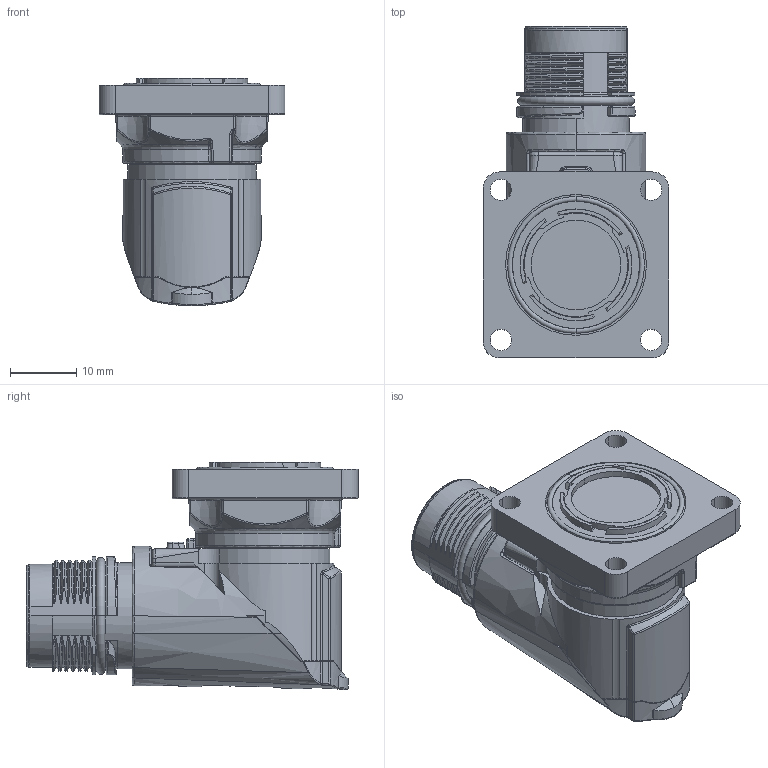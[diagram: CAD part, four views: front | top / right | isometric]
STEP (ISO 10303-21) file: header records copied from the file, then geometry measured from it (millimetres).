
FILE_DESCRIPTION((''),'2;1');
FILE_NAME('M17-BKP-4_SW0002','2023-12-15T',('zh.su'),(''),'PRO/ENGINEER BY PARAMETRIC TECHNOLOGY CORPORATION, 2012480','PRO/ENGINEER BY PARAMETRIC TECHNOLOGY CORPORATION, 2012480','');
FILE_SCHEMA(('CONFIG_CONTROL_DESIGN'));
Products named in the file (1): M17-BKP-4_SW0002
Bounding box: 28 x 50 x 34.2 mm (x, y, z)
Volume: 18893.9 mm3; surface area: 9381.7 mm2
Topology: 6 solids, 8 shells, 1074 faces, 2781 edges, 1742 vertices
Faces by surface type: plane 319, cylinder 277, bspline 277, torus 78, cone 69, extrusion 32, sphere 22
Entity records: 48500 total; most frequent: CARTESIAN_POINT 24528, ORIENTED_EDGE 5550, DIRECTION 4177, EDGE_CURVE 2775, VERTEX_POINT 1742, AXIS2_PLACEMENT_3D 1571, EDGE_LOOP 1135, FACE_OUTER_BOUND 1074
